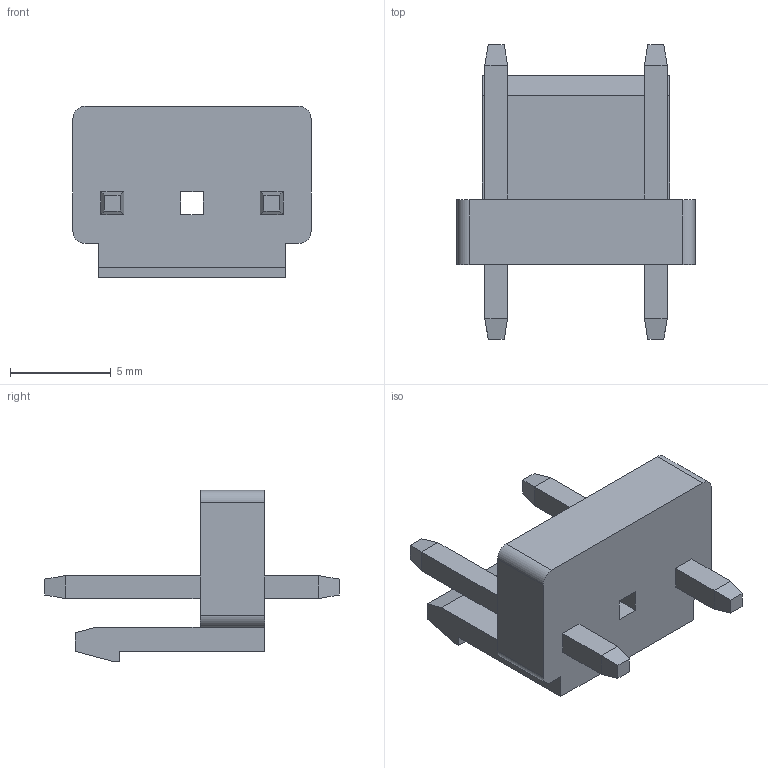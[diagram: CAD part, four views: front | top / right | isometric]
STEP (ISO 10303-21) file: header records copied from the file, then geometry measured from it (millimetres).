
FILE_DESCRIPTION (( 'STEP AP214' ), '1' );
FILE_NAME ('B3P-VH.STEP', '2020-09-04T09:24:08', ( '' ), ( '' ), 'SwSTEP 2.0', 'SolidWorks 2020', '' );
FILE_SCHEMA (( 'AUTOMOTIVE_DESIGN' ));
Length unit declared in the file: millimetre
Products named in the file (1): B3P-VH
Bounding box: 11.82 x 14.6 x 8.5 mm (x, y, z)
Volume: 389.9 mm3; surface area: 551.2 mm2
Topology: 1 solids, 1 shells, 60 faces, 144 edges, 90 vertices
Faces by surface type: plane 56, cylinder 4
Entity records: 1950 total; most frequent: CARTESIAN_POINT 295, ORIENTED_EDGE 288, DIRECTION 274, EDGE_CURVE 144, LINE 136, VECTOR 136, VERTEX_POINT 90, AXIS2_PLACEMENT_3D 69
